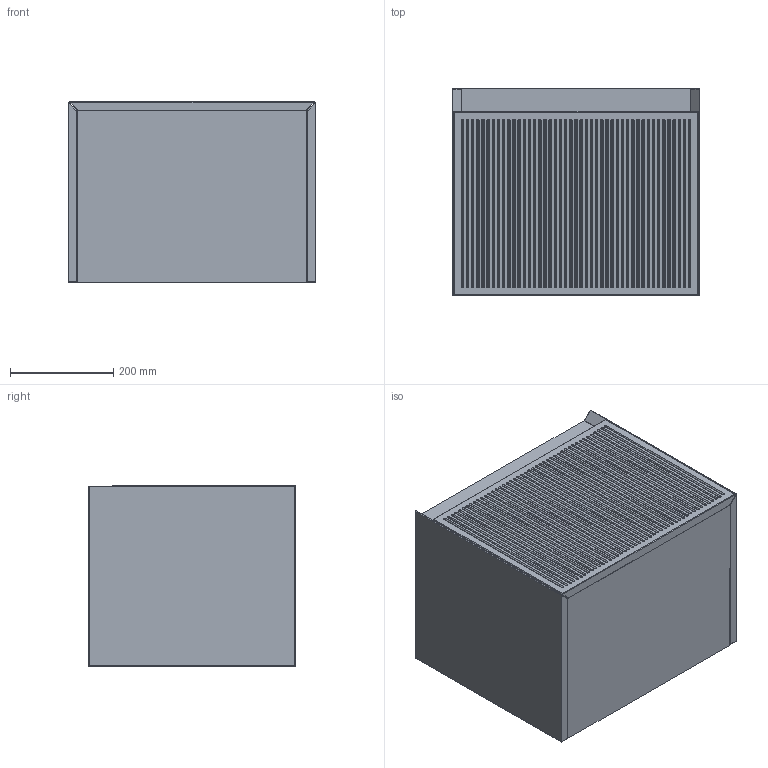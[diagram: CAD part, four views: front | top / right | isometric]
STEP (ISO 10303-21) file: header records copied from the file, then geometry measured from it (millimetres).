
FILE_DESCRIPTION (( 'STEP AP214' ), '1' );
FILE_NAME ('50cm 1 Drawer.STEP', '2022-10-06T11:03:04', ( '' ), ( '' ), 'SwSTEP 2.0', 'SolidWorks 2019', '' );
FILE_SCHEMA (( 'AUTOMOTIVE_DESIGN' ));
Length unit declared in the file: millimetre
Products named in the file (3): Drawers_v10722_50cm 1 Drawer; Carcass_v10722_500S 1D; 50cm 1 Drawer
Assembly tree (2 placements, depth 2):
  50cm 1 Drawer
    Carcass_v10722_500S 1D
    Drawers_v10722_50cm 1 Drawer
Bounding box: 480 x 400 x 350 mm (x, y, z)
Volume: 15338630.5 mm3; surface area: 1982305.2 mm2
Topology: 10 solids, 10 shells, 333 faces, 770 edges, 486 vertices
Faces by surface type: cylinder 120, plane 107, torus 90, sphere 16
Entity records: 9644 total; most frequent: DIRECTION 1840, CARTESIAN_POINT 1590, ORIENTED_EDGE 1508, EDGE_CURVE 754, AXIS2_PLACEMENT_3D 752, VERTEX_POINT 486, CIRCLE 414, EDGE_LOOP 378
